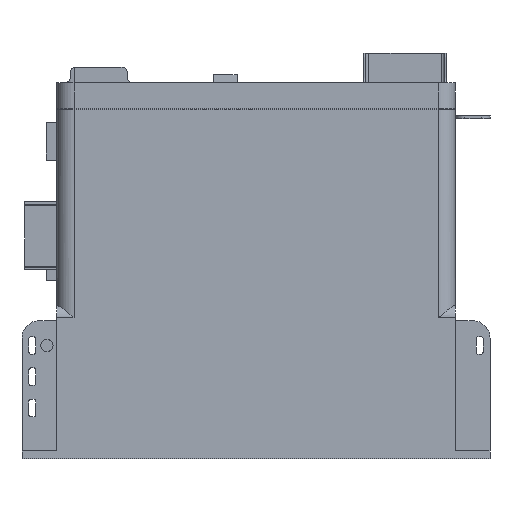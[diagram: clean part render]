
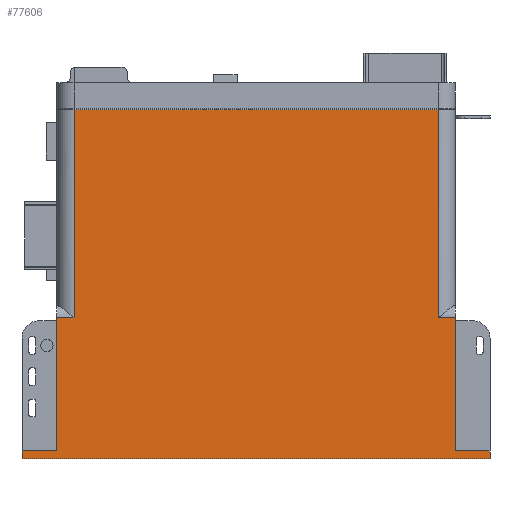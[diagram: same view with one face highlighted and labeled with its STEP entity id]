
A CAD part, left-side view. The second image highlights one B-rep face of the part: STEP entity #77606.
In plain terms, the highlighted planar face has unit normal (-1, 0, 0).
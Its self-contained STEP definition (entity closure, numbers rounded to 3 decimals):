
#16454=EDGE_CURVE('',#35025,#35022,#35026,.T.);
#18682=EDGE_CURVE('',#35022,#38003,#38006,.T.);
#18706=EDGE_CURVE('',#38036,#38037,#38038,.T.);
#18750=EDGE_CURVE('',#38036,#38098,#38102,.T.);
#18774=EDGE_CURVE('',#38098,#38131,#38134,.T.);
#18776=EDGE_CURVE('',#38136,#38131,#38137,.T.);
#18778=EDGE_CURVE('',#38136,#38139,#38140,.T.);
#18780=EDGE_CURVE('',#38139,#38142,#38143,.T.);
#18782=EDGE_CURVE('',#38145,#38142,#38146,.T.);
#18784=EDGE_CURVE('',#38148,#38145,#38149,.T.);
#18786=EDGE_CURVE('',#35025,#38148,#38151,.T.);
#18788=EDGE_CURVE('',#38037,#38003,#38153,.T.);
#35022=VERTEX_POINT('',#64913);
#35025=VERTEX_POINT('',#64918);
#35026=LINE('',#64919,#64920);
#38003=VERTEX_POINT('',#69725);
#38006=LINE('',#69730,#69731);
#38036=VERTEX_POINT('',#69782);
#38037=VERTEX_POINT('',#69783);
#38038=LINE('',#69784,#69785);
#38098=VERTEX_POINT('',#69884);
#38102=LINE('',#69899,#69900);
#38131=VERTEX_POINT('',#69946);
#38134=LINE('',#69950,#69951);
#38136=VERTEX_POINT('',#69954);
#38137=LINE('',#69955,#69956);
#38139=VERTEX_POINT('',#69959);
#38140=LINE('',#69960,#69961);
#38142=VERTEX_POINT('',#69964);
#38143=LINE('',#69965,#69966);
#38145=VERTEX_POINT('',#69969);
#38146=LINE('',#69970,#69971);
#38148=VERTEX_POINT('',#69974);
#38149=LINE('',#69975,#69976);
#38151=LINE('',#69979,#69980);
#38153=LINE('',#69983,#69984);
#64913=CARTESIAN_POINT('',(-55.0,-135.0,0.0));
#64918=CARTESIAN_POINT('',(-55.0,135.0,0.0));
#64919=CARTESIAN_POINT('',(-55.0,135.0,0.0));
#64920=VECTOR('',#91443,270.0);
#69725=CARTESIAN_POINT('',(-55.0,-135.0,4.5));
#69730=CARTESIAN_POINT('',(-55.0,-135.0,0.0));
#69731=VECTOR('',#93351,4.5);
#69782=CARTESIAN_POINT('',(-55.0,-115.0,81.3));
#69783=CARTESIAN_POINT('',(-55.0,-115.0,4.5));
#69784=CARTESIAN_POINT('',(-55.0,-115.0,81.3));
#69785=VECTOR('',#93367,76.8);
#69884=CARTESIAN_POINT('',(-55.0,-105.0,81.3));
#69899=CARTESIAN_POINT('',(-55.0,-115.0,81.3));
#69900=VECTOR('',#93392,10.0);
#69946=CARTESIAN_POINT('',(-55.0,-105.0,201.5));
#69950=CARTESIAN_POINT('',(-55.0,-105.0,81.3));
#69951=VECTOR('',#93414,120.2);
#69954=CARTESIAN_POINT('',(-55.0,105.0,201.5));
#69955=CARTESIAN_POINT('',(-55.0,105.0,201.5));
#69956=VECTOR('',#93415,210.0);
#69959=CARTESIAN_POINT('',(-55.0,105.0,81.3));
#69960=CARTESIAN_POINT('',(-55.0,105.0,201.5));
#69961=VECTOR('',#93416,120.2);
#69964=CARTESIAN_POINT('',(-55.0,115.0,81.3));
#69965=CARTESIAN_POINT('',(-55.0,105.0,81.3));
#69966=VECTOR('',#93417,10.0);
#69969=CARTESIAN_POINT('',(-55.0,115.0,4.5));
#69970=CARTESIAN_POINT('',(-55.0,115.0,4.5));
#69971=VECTOR('',#93418,76.8);
#69974=CARTESIAN_POINT('',(-55.0,135.0,4.5));
#69975=CARTESIAN_POINT('',(-55.0,135.0,4.5));
#69976=VECTOR('',#93419,20.0);
#69979=CARTESIAN_POINT('',(-55.0,135.0,0.0));
#69980=VECTOR('',#93420,4.5);
#69983=CARTESIAN_POINT('',(-55.0,-115.0,4.5));
#69984=VECTOR('',#93421,20.0);
#77606=ADVANCED_FACE('',(#96978),#96979,.T.);
#91443=DIRECTION('',(0.0,-1.0,0.0));
#93351=DIRECTION('',(0.0,0.0,1.0));
#93367=DIRECTION('',(0.0,0.0,-1.0));
#93392=DIRECTION('',(0.0,1.0,0.0));
#93414=DIRECTION('',(0.0,0.0,1.0));
#93415=DIRECTION('',(0.0,-1.0,0.0));
#93416=DIRECTION('',(0.0,0.0,-1.0));
#93417=DIRECTION('',(0.0,1.0,0.0));
#93418=DIRECTION('',(0.0,0.0,1.0));
#93419=DIRECTION('',(0.0,-1.0,0.0));
#93420=DIRECTION('',(0.0,0.0,1.0));
#93421=DIRECTION('',(0.0,-1.0,0.0));
#96978=FACE_OUTER_BOUND('',#101349,.T.);
#96979=PLANE('',#101350);
#101349=EDGE_LOOP('',(#109895,#109896,#109897,#109898,#109899,#109900,#109901,#109902,#109903,#109904,#109905,#109906));
#101350=AXIS2_PLACEMENT_3D('',#109907,#109908,#109909);
#109895=ORIENTED_EDGE('',*,*,#18774,.T.);
#109896=ORIENTED_EDGE('',*,*,#18776,.F.);
#109897=ORIENTED_EDGE('',*,*,#18778,.T.);
#109898=ORIENTED_EDGE('',*,*,#18780,.T.);
#109899=ORIENTED_EDGE('',*,*,#18782,.F.);
#109900=ORIENTED_EDGE('',*,*,#18784,.F.);
#109901=ORIENTED_EDGE('',*,*,#18786,.F.);
#109902=ORIENTED_EDGE('',*,*,#16454,.T.);
#109903=ORIENTED_EDGE('',*,*,#18682,.T.);
#109904=ORIENTED_EDGE('',*,*,#18788,.F.);
#109905=ORIENTED_EDGE('',*,*,#18706,.F.);
#109906=ORIENTED_EDGE('',*,*,#18750,.T.);
#109907=CARTESIAN_POINT('',(-55.0,135.0,0.0));
#109908=DIRECTION('',(-1.0,0.0,0.0));
#109909=DIRECTION('',(0.0,0.0,1.0));
